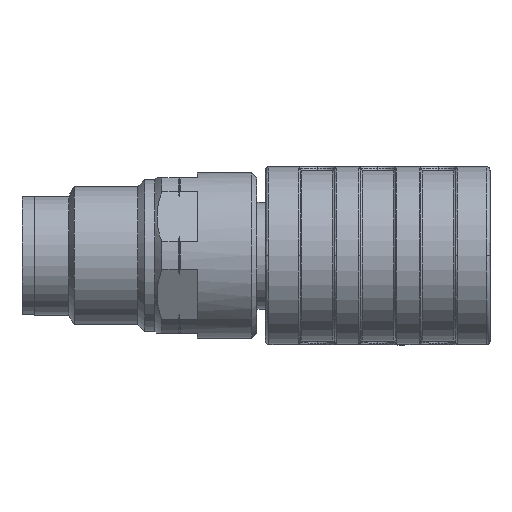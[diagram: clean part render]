
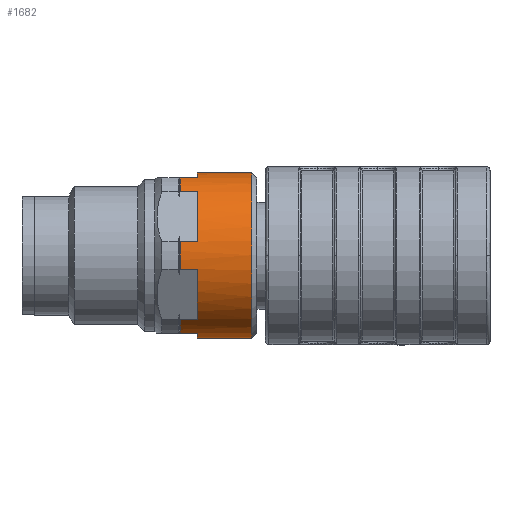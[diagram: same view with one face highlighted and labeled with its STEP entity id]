
A CAD part, top view. The second image highlights one B-rep face of the part: STEP entity #1682.
In plain terms, the highlighted cylindrical face has radius 4.8 mm (diameter 9.6 mm), a full revolution.
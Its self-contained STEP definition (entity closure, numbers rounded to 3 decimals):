
#1456=LINE('',#4855,#1568);
#1457=LINE('',#4860,#1569);
#1458=LINE('',#4864,#1570);
#1459=LINE('',#4868,#1571);
#1460=LINE('',#4872,#1572);
#1461=LINE('',#4876,#1573);
#1462=LINE('',#4880,#1574);
#1463=LINE('',#4884,#1575);
#1464=LINE('',#4888,#1576);
#1465=LINE('',#4892,#1577);
#1466=LINE('',#4896,#1578);
#1467=LINE('',#4900,#1579);
#1568=VECTOR('',#4054,1.);
#1569=VECTOR('',#4057,1.);
#1570=VECTOR('',#4060,1.);
#1571=VECTOR('',#4063,1.);
#1572=VECTOR('',#4066,1.);
#1573=VECTOR('',#4069,1.);
#1574=VECTOR('',#4072,1.);
#1575=VECTOR('',#4075,1.);
#1576=VECTOR('',#4078,1.);
#1577=VECTOR('',#4081,1.);
#1578=VECTOR('',#4084,1.);
#1579=VECTOR('',#4087,1.);
#1682=ADVANCED_FACE('F8',(#1909,#1910),#1847,.T.);
#1847=CYLINDRICAL_SURFACE('',#3714,4.8);
#1909=FACE_BOUND('',#1968,.T.);
#1910=FACE_BOUND('',#1969,.T.);
#1968=EDGE_LOOP('',(#2164,#2165,#2166,#2167,#2168,#2169,#2170,#2171,#2172,
#2173,#2174,#2175,#2176,#2177,#2178,#2179,#2180,#2181,#2182,#2183,#2184,
#2185,#2186,#2187));
#1969=EDGE_LOOP('',(#2188));
#2164=ORIENTED_EDGE('',*,*,#3118,.F.);
#2165=ORIENTED_EDGE('',*,*,#3119,.T.);
#2166=ORIENTED_EDGE('',*,*,#3120,.F.);
#2167=ORIENTED_EDGE('',*,*,#3121,.F.);
#2168=ORIENTED_EDGE('',*,*,#3122,.F.);
#2169=ORIENTED_EDGE('',*,*,#3123,.T.);
#2170=ORIENTED_EDGE('',*,*,#3124,.F.);
#2171=ORIENTED_EDGE('',*,*,#3125,.F.);
#2172=ORIENTED_EDGE('',*,*,#3126,.F.);
#2173=ORIENTED_EDGE('',*,*,#3127,.T.);
#2174=ORIENTED_EDGE('',*,*,#3128,.F.);
#2175=ORIENTED_EDGE('',*,*,#3129,.F.);
#2176=ORIENTED_EDGE('',*,*,#3130,.F.);
#2177=ORIENTED_EDGE('',*,*,#3131,.T.);
#2178=ORIENTED_EDGE('',*,*,#3132,.F.);
#2179=ORIENTED_EDGE('',*,*,#3133,.F.);
#2180=ORIENTED_EDGE('',*,*,#3134,.F.);
#2181=ORIENTED_EDGE('',*,*,#3135,.T.);
#2182=ORIENTED_EDGE('',*,*,#3136,.F.);
#2183=ORIENTED_EDGE('',*,*,#3137,.F.);
#2184=ORIENTED_EDGE('',*,*,#3138,.F.);
#2185=ORIENTED_EDGE('',*,*,#3139,.T.);
#2186=ORIENTED_EDGE('',*,*,#3140,.F.);
#2187=ORIENTED_EDGE('',*,*,#3141,.F.);
#2188=ORIENTED_EDGE('',*,*,#3142,.T.);
#2888=VERTEX_POINT('',#4856);
#2889=VERTEX_POINT('',#4857);
#2890=VERTEX_POINT('',#4859);
#2891=VERTEX_POINT('',#4861);
#2892=VERTEX_POINT('',#4863);
#2893=VERTEX_POINT('',#4865);
#2894=VERTEX_POINT('',#4867);
#2895=VERTEX_POINT('',#4869);
#2896=VERTEX_POINT('',#4871);
#2897=VERTEX_POINT('',#4873);
#2898=VERTEX_POINT('',#4875);
#2899=VERTEX_POINT('',#4877);
#2900=VERTEX_POINT('',#4879);
#2901=VERTEX_POINT('',#4881);
#2902=VERTEX_POINT('',#4883);
#2903=VERTEX_POINT('',#4885);
#2904=VERTEX_POINT('',#4887);
#2905=VERTEX_POINT('',#4889);
#2906=VERTEX_POINT('',#4891);
#2907=VERTEX_POINT('',#4893);
#2908=VERTEX_POINT('',#4895);
#2909=VERTEX_POINT('',#4897);
#2910=VERTEX_POINT('',#4899);
#2911=VERTEX_POINT('',#4901);
#2912=VERTEX_POINT('',#4904);
#3118=EDGE_CURVE('',#2888,#2889,#1456,.T.);
#3119=EDGE_CURVE('',#2888,#2890,#3480,.T.);
#3120=EDGE_CURVE('',#2891,#2890,#1457,.T.);
#3121=EDGE_CURVE('',#2892,#2891,#3481,.T.);
#3122=EDGE_CURVE('',#2893,#2892,#1458,.T.);
#3123=EDGE_CURVE('',#2893,#2894,#3482,.T.);
#3124=EDGE_CURVE('',#2895,#2894,#1459,.T.);
#3125=EDGE_CURVE('',#2896,#2895,#3483,.T.);
#3126=EDGE_CURVE('',#2897,#2896,#1460,.T.);
#3127=EDGE_CURVE('',#2897,#2898,#3484,.T.);
#3128=EDGE_CURVE('',#2899,#2898,#1461,.T.);
#3129=EDGE_CURVE('',#2900,#2899,#3485,.T.);
#3130=EDGE_CURVE('',#2901,#2900,#1462,.T.);
#3131=EDGE_CURVE('',#2901,#2902,#3486,.T.);
#3132=EDGE_CURVE('',#2903,#2902,#1463,.T.);
#3133=EDGE_CURVE('',#2904,#2903,#3487,.T.);
#3134=EDGE_CURVE('',#2905,#2904,#1464,.T.);
#3135=EDGE_CURVE('',#2905,#2906,#3488,.T.);
#3136=EDGE_CURVE('',#2907,#2906,#1465,.T.);
#3137=EDGE_CURVE('',#2908,#2907,#3489,.T.);
#3138=EDGE_CURVE('',#2909,#2908,#1466,.T.);
#3139=EDGE_CURVE('',#2909,#2910,#3490,.T.);
#3140=EDGE_CURVE('',#2911,#2910,#1467,.T.);
#3141=EDGE_CURVE('',#2889,#2911,#3491,.T.);
#3142=EDGE_CURVE('E35',#2912,#2912,#3492,.T.);
#3480=CIRCLE('',#3701,4.8);
#3481=CIRCLE('',#3702,4.8);
#3482=CIRCLE('',#3703,4.8);
#3483=CIRCLE('',#3704,4.8);
#3484=CIRCLE('',#3705,4.8);
#3485=CIRCLE('',#3706,4.8);
#3486=CIRCLE('',#3707,4.8);
#3487=CIRCLE('',#3708,4.8);
#3488=CIRCLE('',#3709,4.8);
#3489=CIRCLE('',#3710,4.8);
#3490=CIRCLE('',#3711,4.8);
#3491=CIRCLE('',#3712,4.8);
#3492=CIRCLE('',#3713,4.8);
#3701=AXIS2_PLACEMENT_3D('',#4858,#4055,#4056);
#3702=AXIS2_PLACEMENT_3D('',#4862,#4058,#4059);
#3703=AXIS2_PLACEMENT_3D('',#4866,#4061,#4062);
#3704=AXIS2_PLACEMENT_3D('',#4870,#4064,#4065);
#3705=AXIS2_PLACEMENT_3D('',#4874,#4067,#4068);
#3706=AXIS2_PLACEMENT_3D('',#4878,#4070,#4071);
#3707=AXIS2_PLACEMENT_3D('',#4882,#4073,#4074);
#3708=AXIS2_PLACEMENT_3D('',#4886,#4076,#4077);
#3709=AXIS2_PLACEMENT_3D('',#4890,#4079,#4080);
#3710=AXIS2_PLACEMENT_3D('',#4894,#4082,#4083);
#3711=AXIS2_PLACEMENT_3D('',#4898,#4085,#4086);
#3712=AXIS2_PLACEMENT_3D('',#4902,#4088,#4089);
#3713=AXIS2_PLACEMENT_3D('',#4903,#4090,#4091);
#3714=AXIS2_PLACEMENT_3D('',#4905,#4092,#4093);
#4054=DIRECTION('',(-1.,0.,0.));
#4055=DIRECTION('',(1.,0.,0.));
#4056=DIRECTION('',(0.,0.,-1.));
#4057=DIRECTION('',(1.,0.,0.));
#4058=DIRECTION('',(-1.,0.,0.));
#4059=DIRECTION('',(0.,-1.,0.));
#4060=DIRECTION('',(-1.,0.,0.));
#4061=DIRECTION('',(1.,0.,0.));
#4062=DIRECTION('',(0.,0.,-1.));
#4063=DIRECTION('',(1.,0.,0.));
#4064=DIRECTION('',(-1.,0.,0.));
#4065=DIRECTION('',(0.,-1.,0.));
#4066=DIRECTION('',(-1.,0.,0.));
#4067=DIRECTION('',(1.,0.,0.));
#4068=DIRECTION('',(0.,0.,-1.));
#4069=DIRECTION('',(1.,0.,0.));
#4070=DIRECTION('',(-1.,0.,0.));
#4071=DIRECTION('',(0.,-1.,0.));
#4072=DIRECTION('',(-1.,0.,0.));
#4073=DIRECTION('',(1.,0.,0.));
#4074=DIRECTION('',(0.,0.,-1.));
#4075=DIRECTION('',(1.,0.,0.));
#4076=DIRECTION('',(-1.,0.,0.));
#4077=DIRECTION('',(0.,-1.,0.));
#4078=DIRECTION('',(-1.,0.,0.));
#4079=DIRECTION('',(1.,0.,0.));
#4080=DIRECTION('',(0.,0.,-1.));
#4081=DIRECTION('',(1.,0.,0.));
#4082=DIRECTION('',(-1.,0.,0.));
#4083=DIRECTION('',(0.,-1.,0.));
#4084=DIRECTION('',(-1.,0.,0.));
#4085=DIRECTION('',(1.,0.,0.));
#4086=DIRECTION('',(0.,0.,-1.));
#4087=DIRECTION('',(1.,0.,0.));
#4088=DIRECTION('',(-1.,0.,0.));
#4089=DIRECTION('',(0.,-1.,0.));
#4090=DIRECTION('',(-1.,0.,0.));
#4091=DIRECTION('',(0.,-1.,0.));
#4092=DIRECTION('',(-1.,0.,0.));
#4093=DIRECTION('',(0.,1.,0.));
#4855=CARTESIAN_POINT('',(36.224,50.802,113.569));
#4856=CARTESIAN_POINT('',(45.674,50.802,113.569));
#4857=CARTESIAN_POINT('',(44.682,50.802,113.569));
#4858=CARTESIAN_POINT('',(45.674,49.999,118.301));
#4859=CARTESIAN_POINT('',(45.674,53.696,115.239));
#4860=CARTESIAN_POINT('',(36.224,53.696,115.239));
#4861=CARTESIAN_POINT('',(44.682,53.696,115.239));
#4862=CARTESIAN_POINT('',(44.682,49.999,118.301));
#4863=CARTESIAN_POINT('',(44.682,54.499,116.631));
#4864=CARTESIAN_POINT('',(36.224,54.499,116.631));
#4865=CARTESIAN_POINT('',(45.674,54.499,116.631));
#4866=CARTESIAN_POINT('',(45.674,49.999,118.301));
#4867=CARTESIAN_POINT('',(45.674,54.499,119.971));
#4868=CARTESIAN_POINT('',(36.224,54.499,119.971));
#4869=CARTESIAN_POINT('',(44.682,54.499,119.971));
#4870=CARTESIAN_POINT('',(44.682,49.999,118.301));
#4871=CARTESIAN_POINT('',(44.682,53.696,121.363));
#4872=CARTESIAN_POINT('',(36.224,53.696,121.363));
#4873=CARTESIAN_POINT('',(45.674,53.696,121.363));
#4874=CARTESIAN_POINT('',(45.674,49.999,118.301));
#4875=CARTESIAN_POINT('',(45.674,50.802,123.033));
#4876=CARTESIAN_POINT('',(36.224,50.802,123.033));
#4877=CARTESIAN_POINT('',(44.682,50.802,123.033));
#4878=CARTESIAN_POINT('',(44.682,49.999,118.301));
#4879=CARTESIAN_POINT('',(44.682,49.196,123.033));
#4880=CARTESIAN_POINT('',(36.224,49.196,123.033));
#4881=CARTESIAN_POINT('',(45.674,49.196,123.033));
#4882=CARTESIAN_POINT('',(45.674,49.999,118.301));
#4883=CARTESIAN_POINT('',(45.674,46.302,121.363));
#4884=CARTESIAN_POINT('',(36.224,46.302,121.363));
#4885=CARTESIAN_POINT('',(44.682,46.302,121.363));
#4886=CARTESIAN_POINT('',(44.682,49.999,118.301));
#4887=CARTESIAN_POINT('',(44.682,45.499,119.971));
#4888=CARTESIAN_POINT('',(36.224,45.499,119.971));
#4889=CARTESIAN_POINT('',(45.674,45.499,119.971));
#4890=CARTESIAN_POINT('',(45.674,49.999,118.301));
#4891=CARTESIAN_POINT('',(45.674,45.499,116.631));
#4892=CARTESIAN_POINT('',(36.224,45.499,116.631));
#4893=CARTESIAN_POINT('',(44.682,45.499,116.631));
#4894=CARTESIAN_POINT('',(44.682,49.999,118.301));
#4895=CARTESIAN_POINT('',(44.682,46.302,115.239));
#4896=CARTESIAN_POINT('',(36.224,46.302,115.239));
#4897=CARTESIAN_POINT('',(45.674,46.302,115.239));
#4898=CARTESIAN_POINT('',(45.674,49.999,118.301));
#4899=CARTESIAN_POINT('',(45.674,49.196,113.569));
#4900=CARTESIAN_POINT('',(36.224,49.196,113.569));
#4901=CARTESIAN_POINT('',(44.682,49.196,113.569));
#4902=CARTESIAN_POINT('',(44.682,49.999,118.301));
#4903=CARTESIAN_POINT('',(48.824,49.999,118.301));
#4904=CARTESIAN_POINT('',(48.824,45.199,118.301));
#4905=CARTESIAN_POINT('',(36.224,49.999,118.301));
